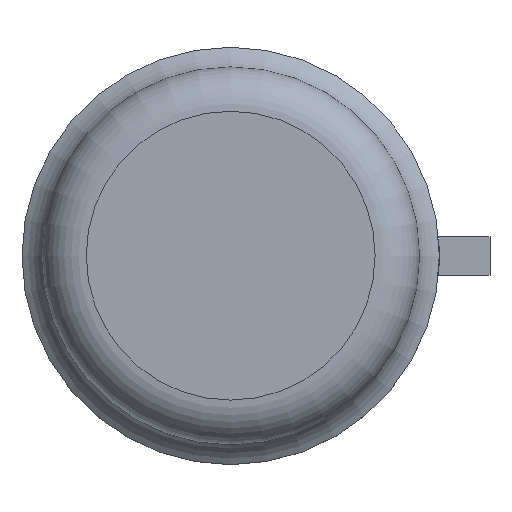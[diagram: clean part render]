
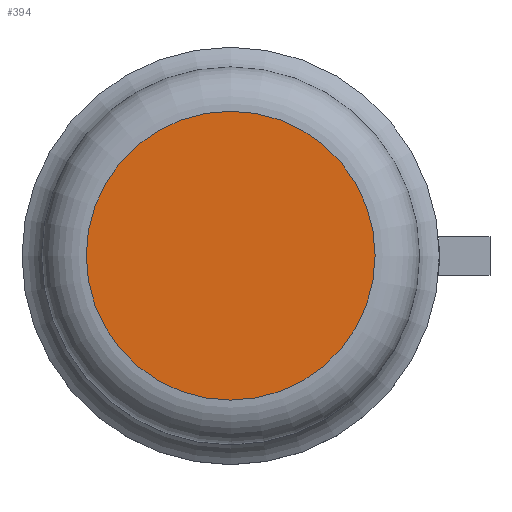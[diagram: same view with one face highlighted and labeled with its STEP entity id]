
A CAD part, top view. The second image highlights one B-rep face of the part: STEP entity #394.
In plain terms, the highlighted planar face has unit normal (0, 0, 1).
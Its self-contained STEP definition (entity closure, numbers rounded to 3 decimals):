
#81=PLANE('',#468);
#132=FACE_OUTER_BOUND('',#184,.T.);
#184=EDGE_LOOP('',(#327));
#212=CIRCLE('',#464,3.25);
#237=VERTEX_POINT('',#689);
#268=EDGE_CURVE('',#237,#237,#212,.T.);
#327=ORIENTED_EDGE('',*,*,#268,.F.);
#394=ADVANCED_FACE('',(#132),#81,.T.);
#464=AXIS2_PLACEMENT_3D('',#690,#580,#581);
#468=AXIS2_PLACEMENT_3D('',#696,#588,#589);
#580=DIRECTION('center_axis',(0.,0.,-1.));
#581=DIRECTION('ref_axis',(-1.,0.,0.));
#588=DIRECTION('center_axis',(0.,0.,1.));
#589=DIRECTION('ref_axis',(1.,0.,0.));
#689=CARTESIAN_POINT('',(3.25,0.,4.7));
#690=CARTESIAN_POINT('Origin',(0.,0.,4.7));
#696=CARTESIAN_POINT('Origin',(0.,0.,4.7));
